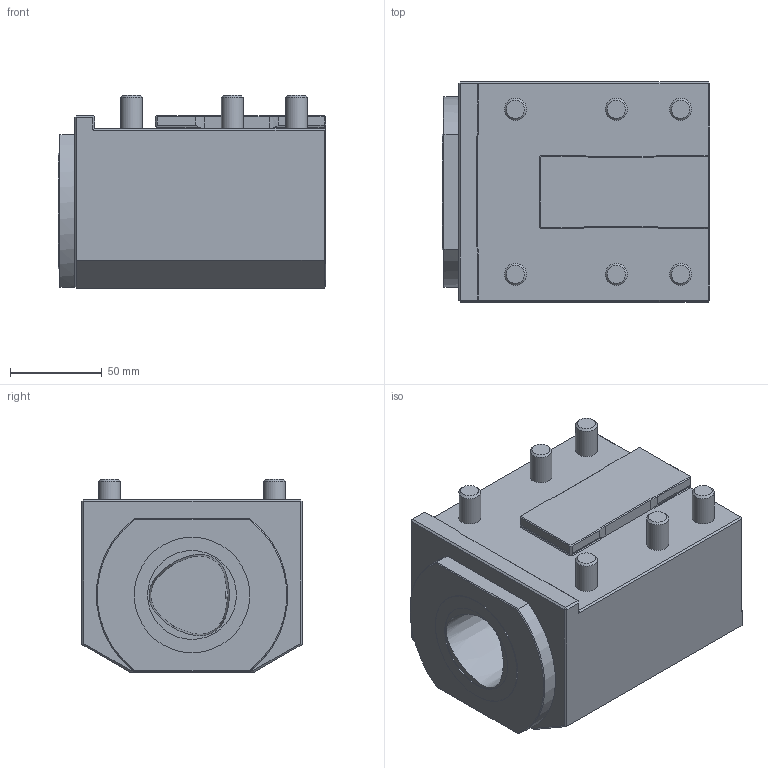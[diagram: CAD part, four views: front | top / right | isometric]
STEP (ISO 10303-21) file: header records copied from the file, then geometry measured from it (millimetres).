
FILE_DESCRIPTION(/* description */ (''),/* implementation_level */ '2;1');
FILE_NAME(/* name */ '1617102201480.stp',/* time_stamp */ '2021-03-30T13:03:27+02:00',/* author */ (''),/* organization */ ('SMS'),/* preprocessor_version */ 'ST-DEVELOPER v16.7',/* originating_system */ 'SIEMENS PLM Software NX 12.0',/* authorisation */ '');
FILE_SCHEMA (('AUTOMOTIVE_DESIGN { 1 0 10303 214 3 1 1 1 }'));
Length unit declared in the file: millimetre
Products named in the file (1): 203453776mod000_00
Bounding box: 146 x 120 x 105.29 mm (x, y, z)
Volume: 1434355.1 mm3; surface area: 88586.7 mm2
Topology: 1 solids, 1 shells, 132 faces, 302 edges, 186 vertices
Faces by surface type: plane 88, cylinder 24, cone 18, bspline 1, sphere 1
Full cylindrical faces by diameter (mm): 4 x1, 12 x6, 48.5 x1, 63 x1
Entity records: 3999 total; most frequent: CARTESIAN_POINT 1052, DIRECTION 598, ORIENTED_EDGE 566, EDGE_CURVE 283, AXIS2_PLACEMENT_3D 204, LINE 190, VECTOR 190, VERTEX_POINT 181
